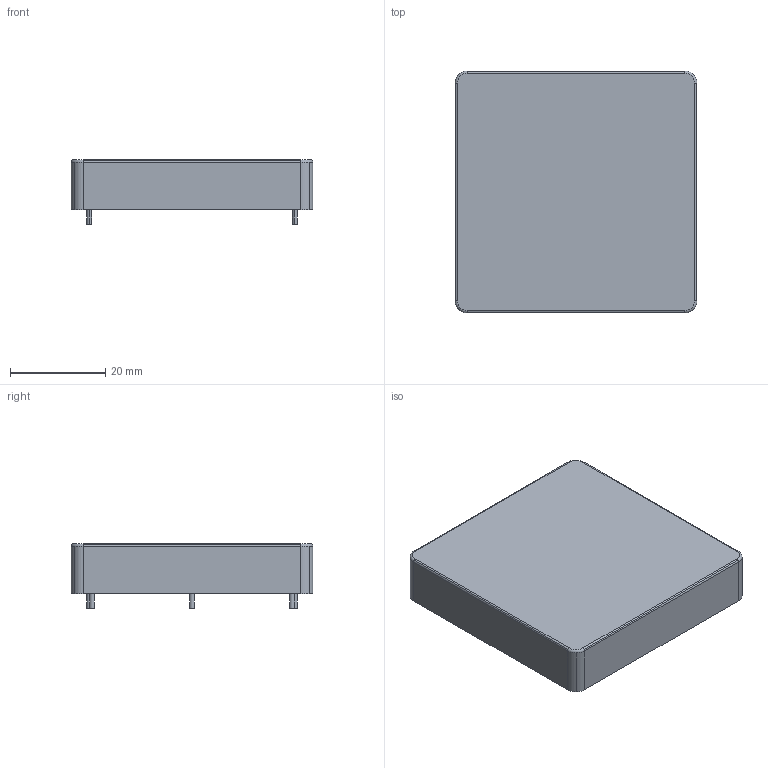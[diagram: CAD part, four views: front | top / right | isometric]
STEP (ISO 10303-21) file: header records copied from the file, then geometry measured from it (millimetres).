
FILE_DESCRIPTION((''),'2;1');
FILE_NAME('DCDC_IBEK_ICR6B.stp','2009-12-08T15:25:01',(''),(''),'Mechanical Desktop 2006','Mechanical Desktop 2006',', , ');
FILE_SCHEMA(('AUTOMOTIVE_DESIGN { 1 2 10303 214 0 1 1 1 }'));
Length unit declared in the file: millimetre
Products named in the file (1): Product
Bounding box: 50.8 x 50.8 x 13.5 mm (x, y, z)
Volume: 27039.7 mm3; surface area: 7250.2 mm2
Topology: 6 solids, 6 shells, 46 faces, 94 edges, 60 vertices
Faces by surface type: cylinder 26, plane 16, torus 4
Entity records: 1277 total; most frequent: DIRECTION 244, CARTESIAN_POINT 201, ORIENTED_EDGE 188, AXIS2_PLACEMENT_3D 103, EDGE_CURVE 94, VERTEX_POINT 60, CIRCLE 56, EDGE_LOOP 46
